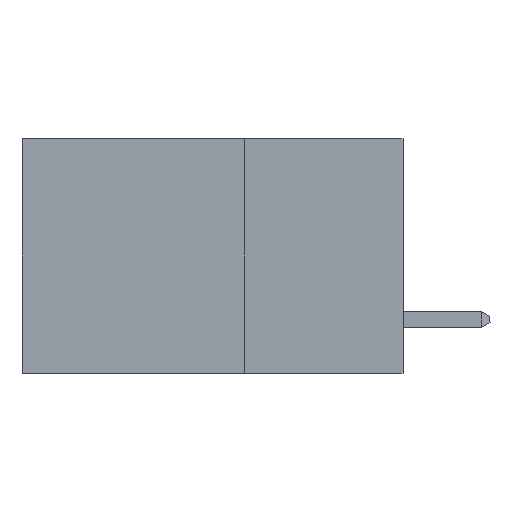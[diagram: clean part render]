
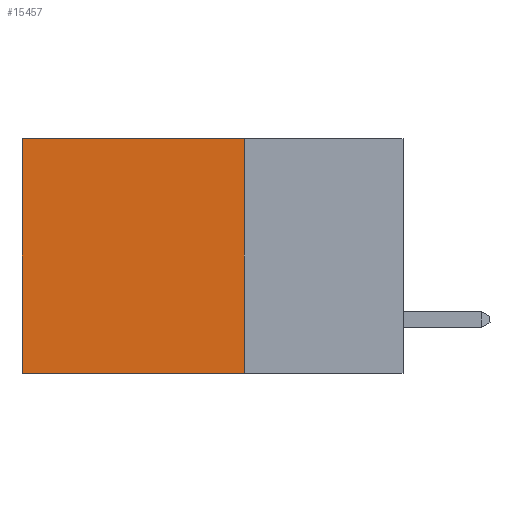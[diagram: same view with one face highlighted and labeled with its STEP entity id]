
A CAD part, left-side view. The second image highlights one B-rep face of the part: STEP entity #15457.
In plain terms, the highlighted planar face has unit normal (-1, 0, 0).
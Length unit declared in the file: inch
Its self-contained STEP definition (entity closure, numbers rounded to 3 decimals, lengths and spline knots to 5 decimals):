
#67 = ORIENTED_EDGE ( 'NONE', *, *, #10455, .F. ) ;
#331 = LINE ( 'NONE', #5130, #10397 ) ;
#408 = VERTEX_POINT ( 'NONE', #18551 ) ;
#2227 = ORIENTED_EDGE ( 'NONE', *, *, #6342, .F. ) ;
#3388 = VERTEX_POINT ( 'NONE', #22473 ) ;
#5130 = CARTESIAN_POINT ( 'NONE',  ( 0.2875, 0.25, 0. ) ) ;
#5292 = LINE ( 'NONE', #22556, #15428 ) ;
#6342 = EDGE_CURVE ( 'NONE', #408, #18772, #7595, .T. ) ;
#7595 = LINE ( 'NONE', #7977, #16991 ) ;
#7977 = CARTESIAN_POINT ( 'NONE',  ( 0.2875, 0.25, 0. ) ) ;
#9524 = VERTEX_POINT ( 'NONE', #24325 ) ;
#9699 = DIRECTION ( 'NONE',  ( 1., 0., 0. ) ) ;
#9825 = CARTESIAN_POINT ( 'NONE',  ( 0.2875, 0.25, -0.37 ) ) ;
#9939 = DIRECTION ( 'NONE',  ( 0., 0., -1. ) ) ;
#10397 = VECTOR ( 'NONE', #11057, 39.37008 ) ;
#10455 = EDGE_CURVE ( 'NONE', #18772, #3388, #16983, .T. ) ;
#11057 = DIRECTION ( 'NONE',  ( 0., 1., 0. ) ) ;
#11066 = AXIS2_PLACEMENT_3D ( 'NONE', #18847, #9699, #22694 ) ;
#11472 = DIRECTION ( 'NONE',  ( 0., 0., -1. ) ) ;
#11609 = ORIENTED_EDGE ( 'NONE', *, *, #24309, .T. ) ;
#12121 = VECTOR ( 'NONE', #19944, 39.37008 ) ;
#15428 = VECTOR ( 'NONE', #11472, 39.37008 ) ;
#15457 = ADVANCED_FACE ( 'NONE', ( #15732 ), #20822, .F. ) ;
#15632 = EDGE_LOOP ( 'NONE', ( #11609, #67, #2227, #19036 ) ) ;
#15732 = FACE_OUTER_BOUND ( 'NONE', #15632, .T. ) ;
#16983 = LINE ( 'NONE', #21745, #12121 ) ;
#16991 = VECTOR ( 'NONE', #9939, 39.37008 ) ;
#18551 = CARTESIAN_POINT ( 'NONE',  ( 0.2875, 0.25, 0. ) ) ;
#18772 = VERTEX_POINT ( 'NONE', #9825 ) ;
#18847 = CARTESIAN_POINT ( 'NONE',  ( 0.2875, 0.25, 0. ) ) ;
#19036 = ORIENTED_EDGE ( 'NONE', *, *, #20614, .T. ) ;
#19944 = DIRECTION ( 'NONE',  ( 0., 1., 0. ) ) ;
#20614 = EDGE_CURVE ( 'NONE', #408, #9524, #331, .T. ) ;
#20822 = PLANE ( 'NONE',  #11066 ) ;
#21745 = CARTESIAN_POINT ( 'NONE',  ( 0.2875, 0.25, -0.37 ) ) ;
#22473 = CARTESIAN_POINT ( 'NONE',  ( 0.2875, 0.6, -0.37 ) ) ;
#22556 = CARTESIAN_POINT ( 'NONE',  ( 0.2875, 0.6, 0. ) ) ;
#22694 = DIRECTION ( 'NONE',  ( 0., 0., -1. ) ) ;
#24309 = EDGE_CURVE ( 'NONE', #9524, #3388, #5292, .T. ) ;
#24325 = CARTESIAN_POINT ( 'NONE',  ( 0.2875, 0.6, 0. ) ) ;
